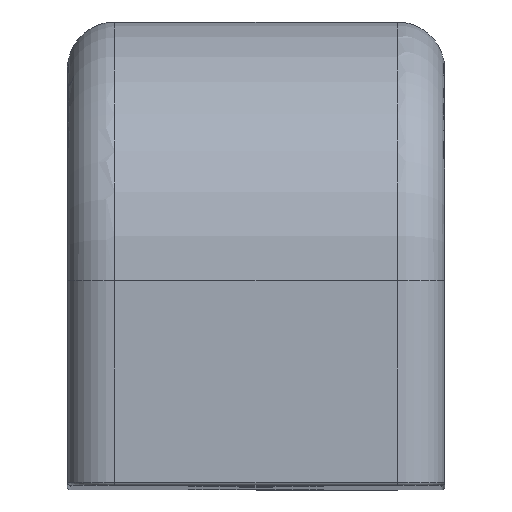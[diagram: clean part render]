
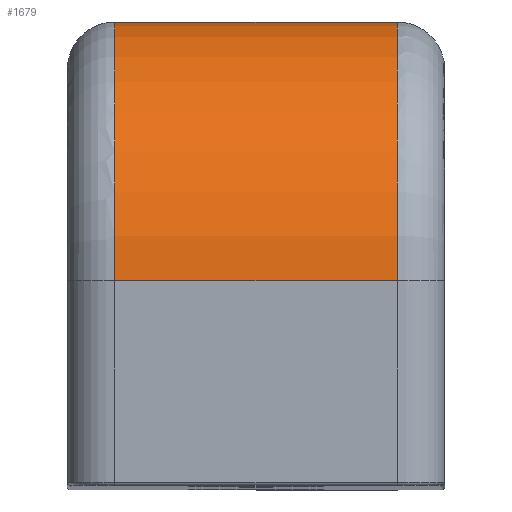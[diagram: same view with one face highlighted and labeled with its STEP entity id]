
A CAD part, top view. The second image highlights one B-rep face of the part: STEP entity #1679.
In plain terms, the highlighted cylindrical face has radius 16.5 mm (diameter 33 mm), a partial arc.
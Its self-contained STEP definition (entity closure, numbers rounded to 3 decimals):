
#123=CYLINDRICAL_SURFACE('',#1948,16.5);
#253=FACE_OUTER_BOUND('',#370,.T.);
#370=EDGE_LOOP('',(#1546,#1547,#1548,#1549));
#407=LINE('',#3216,#460);
#426=LINE('',#3484,#479);
#460=VECTOR('',#2307,10.);
#479=VECTOR('',#2510,10.);
#578=CIRCLE('',#1837,16.5);
#588=CIRCLE('',#1850,16.5);
#694=VERTEX_POINT('',#2692);
#733=VERTEX_POINT('',#2909);
#756=VERTEX_POINT('',#3132);
#765=VERTEX_POINT('',#3208);
#957=EDGE_CURVE('',#733,#756,#578,.T.);
#973=EDGE_CURVE('',#765,#694,#588,.T.);
#977=EDGE_CURVE('',#733,#694,#407,.T.);
#1057=EDGE_CURVE('',#756,#765,#426,.T.);
#1546=ORIENTED_EDGE('',*,*,#957,.T.);
#1547=ORIENTED_EDGE('',*,*,#1057,.T.);
#1548=ORIENTED_EDGE('',*,*,#973,.T.);
#1549=ORIENTED_EDGE('',*,*,#977,.F.);
#1679=ADVANCED_FACE('',(#253),#123,.T.);
#1837=AXIS2_PLACEMENT_3D('',#3134,#2266,#2267);
#1850=AXIS2_PLACEMENT_3D('',#3209,#2295,#2296);
#1948=AXIS2_PLACEMENT_3D('',#3485,#2511,#2512);
#2266=DIRECTION('center_axis',(1.,0.,0.));
#2267=DIRECTION('ref_axis',(0.,0.707,0.707));
#2295=DIRECTION('center_axis',(-1.,0.,0.));
#2296=DIRECTION('ref_axis',(0.,0.707,0.707));
#2307=DIRECTION('',(1.,0.,0.));
#2510=DIRECTION('',(1.,0.,0.));
#2511=DIRECTION('center_axis',(1.,0.,0.));
#2512=DIRECTION('ref_axis',(0.,-1.,0.));
#2692=CARTESIAN_POINT('',(9.,14.75,70.));
#2909=CARTESIAN_POINT('',(-9.,14.75,70.));
#3132=CARTESIAN_POINT('',(-9.,-1.75,86.5));
#3134=CARTESIAN_POINT('Origin',(-9.,-1.75,70.));
#3208=CARTESIAN_POINT('',(9.,-1.75,86.5));
#3209=CARTESIAN_POINT('Origin',(9.,-1.75,70.));
#3216=CARTESIAN_POINT('',(0.,14.75,70.));
#3484=CARTESIAN_POINT('',(0.,-1.75,86.5));
#3485=CARTESIAN_POINT('Origin',(0.,-1.75,70.));
